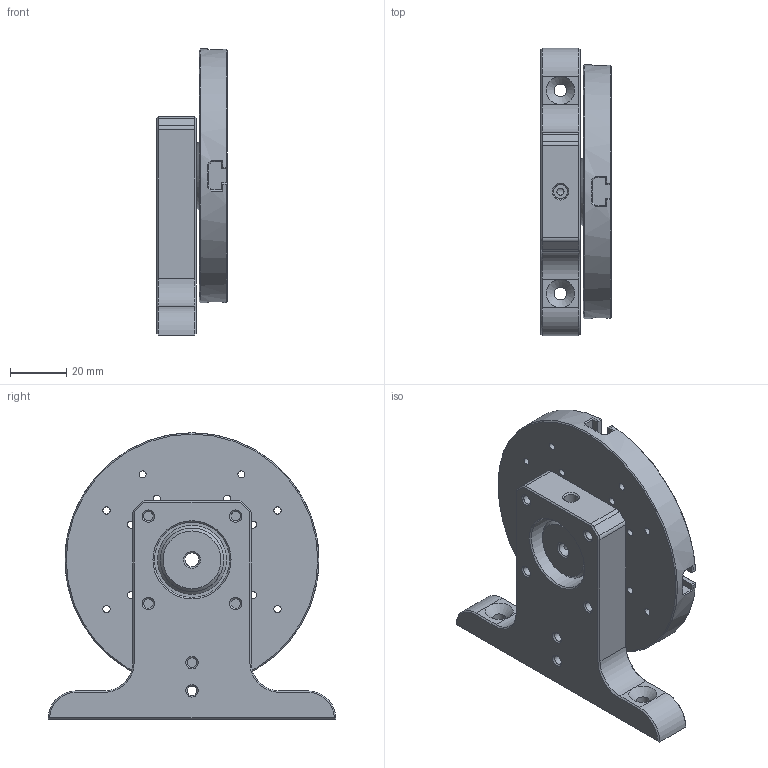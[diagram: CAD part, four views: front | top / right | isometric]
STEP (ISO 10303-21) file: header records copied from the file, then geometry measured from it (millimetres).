
FILE_DESCRIPTION(/* description */ (''),/* implementation_level */ '2;1');
FILE_NAME(/* name */ 'Mini-Lathe v3.step',/* time_stamp */ '2022-04-24T16:45:28+02:00',/* author */ (''),/* organization */ (''),/* preprocessor_version */ 'ST-DEVELOPER v18.1',/* originating_system */ 'Autodesk Translation Framework v10.14.0.1471',/* authorisation */ '');
FILE_SCHEMA (('AUTOMOTIVE_DESIGN { 1 0 10303 214 3 1 1 }'));
Length unit declared in the file: millimetre
Products named in the file (1): Mini-Lathe
Bounding box: 25 x 102 x 101.45 mm (x, y, z)
Volume: 103076.7 mm3; surface area: 34171.2 mm2
Topology: 2 solids, 2 shells, 244 faces, 639 edges, 403 vertices
Faces by surface type: plane 116, cone 70, cylinder 49, bspline 9
Full cylindrical faces by diameter (mm): 2.529 x19, 3.4 x6, 4.5 x2, 5 x2, 6.5 x9, 22.469 x1, 26.704 x1, 90 x1
Entity records: 8091 total; most frequent: CARTESIAN_POINT 2084, ORIENTED_EDGE 1278, DIRECTION 1195, EDGE_CURVE 639, AXIS2_PLACEMENT_3D 443, VERTEX_POINT 403, LINE 309, VECTOR 309
